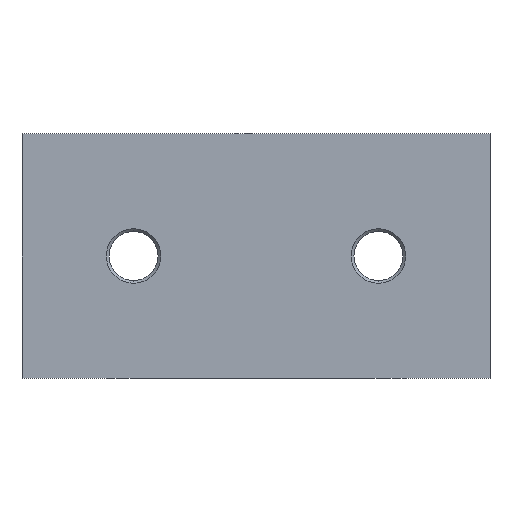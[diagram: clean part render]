
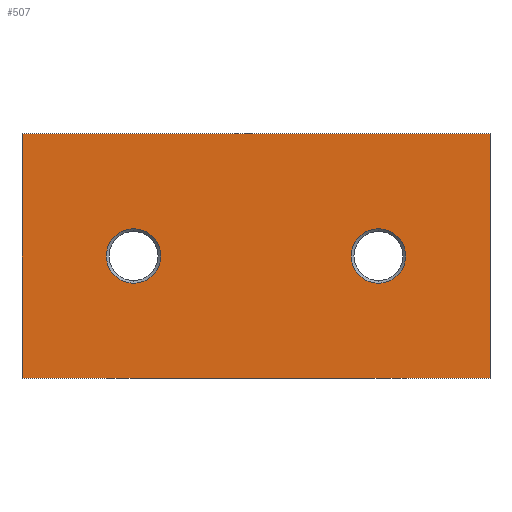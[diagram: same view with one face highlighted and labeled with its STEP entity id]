
A CAD part, front view. The second image highlights one B-rep face of the part: STEP entity #507.
In plain terms, the highlighted planar face has unit normal (0, -1, 0).
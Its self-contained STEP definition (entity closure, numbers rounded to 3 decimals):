
#7 = ORIENTED_EDGE ( 'NONE', *, *, #839, .T. ) ;
#36 = LINE ( 'NONE', #577, #1035 ) ;
#52 = CARTESIAN_POINT ( 'NONE',  ( 43., 0., 0. ) ) ;
#63 = CARTESIAN_POINT ( 'NONE',  ( -43., 0., 45. ) ) ;
#78 = DIRECTION ( 'NONE',  ( 0., -1., 0. ) ) ;
#82 = LINE ( 'NONE', #1098, #268 ) ;
#89 = AXIS2_PLACEMENT_3D ( 'NONE', #425, #78, #1099 ) ;
#94 = CARTESIAN_POINT ( 'NONE',  ( -43., 0., 45. ) ) ;
#99 = FACE_OUTER_BOUND ( 'NONE', #146, .T. ) ;
#127 = CARTESIAN_POINT ( 'NONE',  ( 22.5, 0., 27.5 ) ) ;
#146 = EDGE_LOOP ( 'NONE', ( #508, #722, #970, #7 ) ) ;
#154 = AXIS2_PLACEMENT_3D ( 'NONE', #653, #485, #727 ) ;
#161 = CIRCLE ( 'NONE', #306, 5. ) ;
#171 = CIRCLE ( 'NONE', #154, 5. ) ;
#185 = CARTESIAN_POINT ( 'NONE',  ( -22.5, 0., 17.5 ) ) ;
#203 = ORIENTED_EDGE ( 'NONE', *, *, #640, .F. ) ;
#229 = CARTESIAN_POINT ( 'NONE',  ( 22.5, 0., 17.5 ) ) ;
#258 = DIRECTION ( 'NONE',  ( 1., 0., 0. ) ) ;
#259 = ORIENTED_EDGE ( 'NONE', *, *, #620, .F. ) ;
#264 = VERTEX_POINT ( 'NONE', #127 ) ;
#268 = VECTOR ( 'NONE', #258, 1000. ) ;
#299 = CARTESIAN_POINT ( 'NONE',  ( -22.5, 0., 27.5 ) ) ;
#302 = EDGE_CURVE ( 'NONE', #818, #1097, #36, .T. ) ;
#304 = VERTEX_POINT ( 'NONE', #488 ) ;
#306 = AXIS2_PLACEMENT_3D ( 'NONE', #915, #819, #378 ) ;
#308 = DIRECTION ( 'NONE',  ( 0., 0., -1. ) ) ;
#314 = ORIENTED_EDGE ( 'NONE', *, *, #1037, .F. ) ;
#347 = EDGE_LOOP ( 'NONE', ( #814, #259 ) ) ;
#378 = DIRECTION ( 'NONE',  ( 0., 0., -1. ) ) ;
#390 = DIRECTION ( 'NONE',  ( 1., 0., 0. ) ) ;
#391 = VECTOR ( 'NONE', #1057, 1000. ) ;
#396 = AXIS2_PLACEMENT_3D ( 'NONE', #618, #802, #1036 ) ;
#399 = CARTESIAN_POINT ( 'NONE',  ( -22.5, 0., 22.5 ) ) ;
#425 = CARTESIAN_POINT ( 'NONE',  ( -22.5, 0., 22.5 ) ) ;
#438 = EDGE_CURVE ( 'NONE', #912, #652, #669, .T. ) ;
#485 = DIRECTION ( 'NONE',  ( 0., -1., 0. ) ) ;
#488 = CARTESIAN_POINT ( 'NONE',  ( -43., 0., 0. ) ) ;
#507 = ADVANCED_FACE ( 'NONE', ( #782, #535, #99 ), #865, .F. ) ;
#508 = ORIENTED_EDGE ( 'NONE', *, *, #1100, .F. ) ;
#527 = EDGE_CURVE ( 'NONE', #304, #818, #548, .T. ) ;
#535 = FACE_BOUND ( 'NONE', #347, .T. ) ;
#548 = LINE ( 'NONE', #94, #617 ) ;
#577 = CARTESIAN_POINT ( 'NONE',  ( 43., 0., 45. ) ) ;
#610 = DIRECTION ( 'NONE',  ( 0., 0., 1. ) ) ;
#614 = VERTEX_POINT ( 'NONE', #52 ) ;
#617 = VECTOR ( 'NONE', #610, 1000. ) ;
#618 = CARTESIAN_POINT ( 'NONE',  ( 43., 0., 45. ) ) ;
#620 = EDGE_CURVE ( 'NONE', #652, #912, #755, .T. ) ;
#640 = EDGE_CURVE ( 'NONE', #264, #672, #161, .T. ) ;
#650 = AXIS2_PLACEMENT_3D ( 'NONE', #399, #715, #308 ) ;
#652 = VERTEX_POINT ( 'NONE', #299 ) ;
#653 = CARTESIAN_POINT ( 'NONE',  ( 22.5, 0., 22.5 ) ) ;
#669 = CIRCLE ( 'NONE', #89, 5. ) ;
#672 = VERTEX_POINT ( 'NONE', #229 ) ;
#715 = DIRECTION ( 'NONE',  ( 0., -1., 0. ) ) ;
#720 = CARTESIAN_POINT ( 'NONE',  ( 43., 0., 45. ) ) ;
#722 = ORIENTED_EDGE ( 'NONE', *, *, #302, .F. ) ;
#727 = DIRECTION ( 'NONE',  ( 0., 0., -1. ) ) ;
#740 = CARTESIAN_POINT ( 'NONE',  ( 43., 0., 45. ) ) ;
#755 = CIRCLE ( 'NONE', #650, 5. ) ;
#782 = FACE_BOUND ( 'NONE', #1102, .T. ) ;
#802 = DIRECTION ( 'NONE',  ( 0., 1., 0. ) ) ;
#814 = ORIENTED_EDGE ( 'NONE', *, *, #438, .F. ) ;
#818 = VERTEX_POINT ( 'NONE', #63 ) ;
#819 = DIRECTION ( 'NONE',  ( 0., -1., 0. ) ) ;
#839 = EDGE_CURVE ( 'NONE', #304, #614, #82, .T. ) ;
#865 = PLANE ( 'NONE',  #396 ) ;
#912 = VERTEX_POINT ( 'NONE', #185 ) ;
#915 = CARTESIAN_POINT ( 'NONE',  ( 22.5, 0., 22.5 ) ) ;
#970 = ORIENTED_EDGE ( 'NONE', *, *, #527, .F. ) ;
#1035 = VECTOR ( 'NONE', #390, 1000. ) ;
#1036 = DIRECTION ( 'NONE',  ( 0., 0., 1. ) ) ;
#1037 = EDGE_CURVE ( 'NONE', #672, #264, #171, .T. ) ;
#1057 = DIRECTION ( 'NONE',  ( 0., 0., -1. ) ) ;
#1062 = LINE ( 'NONE', #740, #391 ) ;
#1097 = VERTEX_POINT ( 'NONE', #720 ) ;
#1098 = CARTESIAN_POINT ( 'NONE',  ( 43., 0., 0. ) ) ;
#1099 = DIRECTION ( 'NONE',  ( 0., 0., -1. ) ) ;
#1100 = EDGE_CURVE ( 'NONE', #1097, #614, #1062, .T. ) ;
#1102 = EDGE_LOOP ( 'NONE', ( #314, #203 ) ) ;
